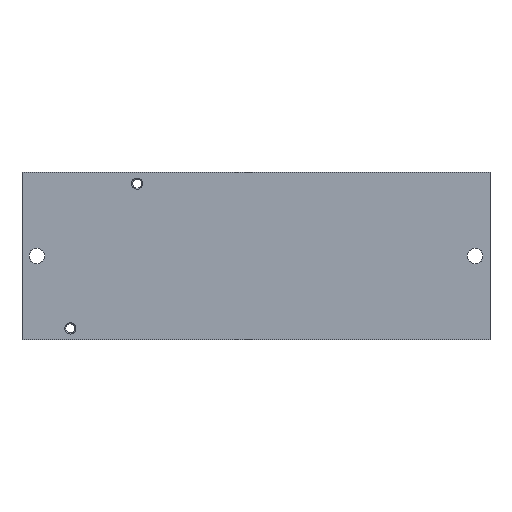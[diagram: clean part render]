
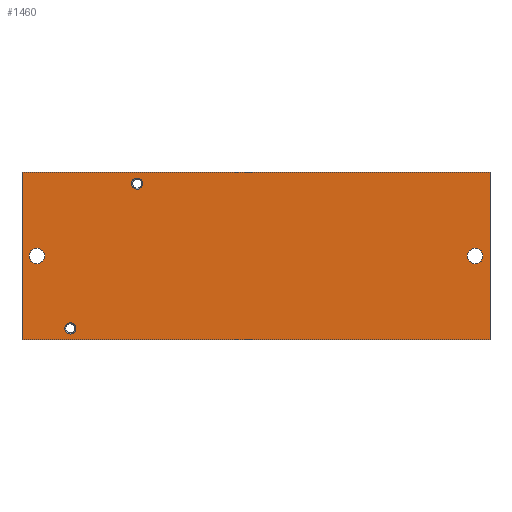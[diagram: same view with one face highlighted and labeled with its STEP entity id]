
A CAD part, front view. The second image highlights one B-rep face of the part: STEP entity #1460.
In plain terms, the highlighted planar face has unit normal (0, -1, 0).
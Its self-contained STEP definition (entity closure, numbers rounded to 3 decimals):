
#97=LINE('',#2377,#157);
#107=LINE('',#2397,#167);
#111=LINE('',#2404,#171);
#114=LINE('',#2409,#174);
#157=VECTOR('',#1849,1000.);
#167=VECTOR('',#1861,1000.);
#171=VECTOR('',#1867,1000.);
#174=VECTOR('',#1872,1000.);
#250=ORIENTED_EDGE('',*,*,#578,.F.);
#251=ORIENTED_EDGE('',*,*,#579,.F.);
#252=ORIENTED_EDGE('',*,*,#580,.T.);
#253=ORIENTED_EDGE('',*,*,#581,.T.);
#254=ORIENTED_EDGE('',*,*,#574,.F.);
#255=ORIENTED_EDGE('',*,*,#570,.F.);
#256=ORIENTED_EDGE('',*,*,#577,.F.);
#257=ORIENTED_EDGE('',*,*,#560,.F.);
#560=EDGE_CURVE('',#727,#728,#97,.T.);
#570=EDGE_CURVE('',#736,#737,#107,.T.);
#574=EDGE_CURVE('',#737,#727,#111,.T.);
#577=EDGE_CURVE('',#728,#736,#114,.T.);
#578=EDGE_CURVE('',#740,#740,#857,.T.);
#579=EDGE_CURVE('',#741,#741,#858,.T.);
#580=EDGE_CURVE('',#742,#742,#859,.T.);
#581=EDGE_CURVE('',#743,#743,#860,.T.);
#727=VERTEX_POINT('',#2376);
#728=VERTEX_POINT('',#2378);
#736=VERTEX_POINT('',#2396);
#737=VERTEX_POINT('',#2398);
#740=VERTEX_POINT('',#2412);
#741=VERTEX_POINT('',#2414);
#742=VERTEX_POINT('',#2416);
#743=VERTEX_POINT('',#2418);
#857=CIRCLE('',#1600,1.5);
#858=CIRCLE('',#1601,1.5);
#859=CIRCLE('',#1602,2.1);
#860=CIRCLE('',#1603,2.1);
#966=EDGE_LOOP('',(#250));
#967=EDGE_LOOP('',(#251));
#968=EDGE_LOOP('',(#252));
#969=EDGE_LOOP('',(#253));
#970=EDGE_LOOP('',(#254,#255,#256,#257));
#1186=FACE_BOUND('',#966,.T.);
#1187=FACE_BOUND('',#967,.T.);
#1188=FACE_BOUND('',#968,.T.);
#1189=FACE_BOUND('',#969,.T.);
#1190=FACE_BOUND('',#970,.T.);
#1403=PLANE('',#1599);
#1460=ADVANCED_FACE('',(#1186,#1187,#1188,#1189,#1190),#1403,.F.);
#1599=AXIS2_PLACEMENT_3D('',#2410,#1873,#1874);
#1600=AXIS2_PLACEMENT_3D('',#2411,#1875,#1876);
#1601=AXIS2_PLACEMENT_3D('',#2413,#1877,#1878);
#1602=AXIS2_PLACEMENT_3D('',#2415,#1879,#1880);
#1603=AXIS2_PLACEMENT_3D('',#2417,#1881,#1882);
#1849=DIRECTION('',(0.,0.,1.));
#1861=DIRECTION('',(0.,0.,-1.));
#1867=DIRECTION('',(-1.,0.,0.));
#1872=DIRECTION('',(1.,0.,0.));
#1873=DIRECTION('',(0.,1.,0.));
#1874=DIRECTION('',(0.,0.,1.));
#1875=DIRECTION('',(0.,-1.,0.));
#1876=DIRECTION('',(0.,0.,-1.));
#1877=DIRECTION('',(0.,-1.,0.));
#1878=DIRECTION('',(0.,0.,-1.));
#1879=DIRECTION('',(0.,1.,0.));
#1880=DIRECTION('',(1.,0.,0.));
#1881=DIRECTION('',(0.,1.,0.));
#1882=DIRECTION('',(1.,0.,0.));
#2376=CARTESIAN_POINT('',(0.,0.,-22.5));
#2377=CARTESIAN_POINT('',(0.,0.,-22.5));
#2378=CARTESIAN_POINT('',(0.,0.,22.5));
#2396=CARTESIAN_POINT('',(126.,0.,22.5));
#2397=CARTESIAN_POINT('',(126.,0.,22.5));
#2398=CARTESIAN_POINT('',(126.,0.,-22.5));
#2404=CARTESIAN_POINT('',(126.,0.,-22.5));
#2409=CARTESIAN_POINT('',(0.,0.,22.5));
#2410=CARTESIAN_POINT('',(0.,0.,0.));
#2411=CARTESIAN_POINT('',(13.,0.,-19.5));
#2412=CARTESIAN_POINT('',(13.,0.,-21.));
#2413=CARTESIAN_POINT('',(31.,0.,19.5));
#2414=CARTESIAN_POINT('',(31.,0.,18.));
#2415=CARTESIAN_POINT('',(122.,0.,0.));
#2416=CARTESIAN_POINT('',(124.1,0.,0.));
#2417=CARTESIAN_POINT('',(4.,0.,0.));
#2418=CARTESIAN_POINT('',(6.1,0.,0.));
